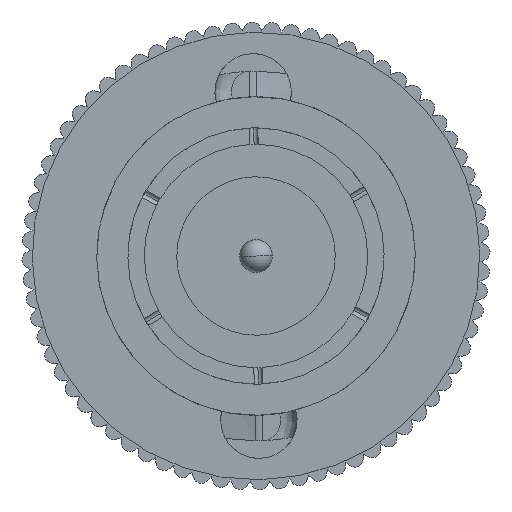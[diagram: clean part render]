
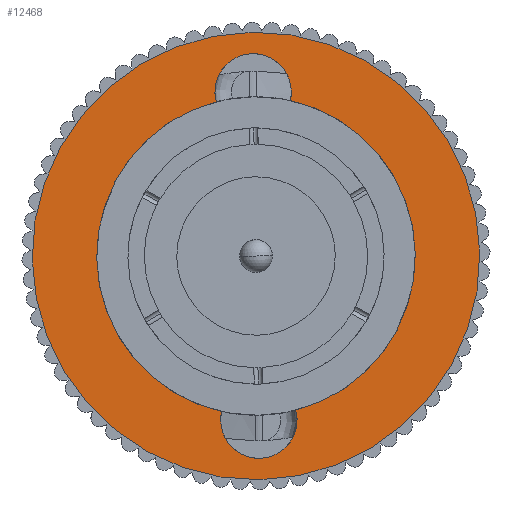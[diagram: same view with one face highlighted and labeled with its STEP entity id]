
A CAD part, front view. The second image highlights one B-rep face of the part: STEP entity #12468.
In plain terms, the highlighted face is planar.
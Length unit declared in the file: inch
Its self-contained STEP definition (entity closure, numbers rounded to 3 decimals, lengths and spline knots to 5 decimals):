
#6812 = DIRECTION ( 'NONE',  ( 1., 0., 0. ) ) ;
#6813 = DIRECTION ( 'NONE',  ( 0., 0., 1. ) ) ;
#6814 = CARTESIAN_POINT ( 'NONE',  ( 0., 0., 0. ) ) ;
#6815 = AXIS2_PLACEMENT_3D ( 'NONE', #6814, #6813, #6812 ) ;
#6816 = CIRCLE ( 'NONE', #6815, 0.194 ) ;
#6817 = CARTESIAN_POINT ( 'NONE',  ( 0.0451, -0.18868, 0. ) ) ;
#6923 = CARTESIAN_POINT ( 'NONE',  ( 0.194, 0., 0. ) ) ;
#6957 = CARTESIAN_POINT ( 'NONE',  ( 0., 0., 0. ) ) ;
#6959 = CARTESIAN_POINT ( 'NONE',  ( -0.0465, 0.2, 0. ) ) ;
#7074 = CARTESIAN_POINT ( 'NONE',  ( 0.0451, 0.18868, 0. ) ) ;
#7075 = DIRECTION ( 'NONE',  ( 1., 0., 0. ) ) ;
#7076 = DIRECTION ( 'NONE',  ( 0., 0., 1. ) ) ;
#7077 = AXIS2_PLACEMENT_3D ( 'NONE', #6957, #7076, #7075 ) ;
#7078 = CIRCLE ( 'NONE', #7077, 0.194 ) ;
#7614 = CARTESIAN_POINT ( 'NONE',  ( -0.0451, 0.18868, 0. ) ) ;
#7615 = DIRECTION ( 'NONE',  ( -1., 0., 0. ) ) ;
#7616 = DIRECTION ( 'NONE',  ( 0., 0., 1. ) ) ;
#7617 = CARTESIAN_POINT ( 'NONE',  ( 0., 0.2, 0. ) ) ;
#7618 = AXIS2_PLACEMENT_3D ( 'NONE', #7617, #7616, #7615 ) ;
#7619 = CIRCLE ( 'NONE', #7618, 0.0465 ) ;
#7642 = DIRECTION ( 'NONE',  ( 1., 0., 0. ) ) ;
#7643 = DIRECTION ( 'NONE',  ( 0., 0., 1. ) ) ;
#7644 = CARTESIAN_POINT ( 'NONE',  ( 0., 0., 0. ) ) ;
#7645 = AXIS2_PLACEMENT_3D ( 'NONE', #7644, #7643, #7642 ) ;
#7646 = CIRCLE ( 'NONE', #7645, 0.194 ) ;
#7699 = DIRECTION ( 'NONE',  ( -1., 0., 0. ) ) ;
#7700 = DIRECTION ( 'NONE',  ( 0., 0., 1. ) ) ;
#7701 = CARTESIAN_POINT ( 'NONE',  ( 0., 0.2, 0. ) ) ;
#7702 = AXIS2_PLACEMENT_3D ( 'NONE', #7701, #7700, #7699 ) ;
#7703 = CIRCLE ( 'NONE', #7702, 0.0465 ) ;
#7704 = CARTESIAN_POINT ( 'NONE',  ( 0.0465, 0.2, 0. ) ) ;
#7933 = CARTESIAN_POINT ( 'NONE',  ( -0.0465, -0.2, 0. ) ) ;
#8101 = CARTESIAN_POINT ( 'NONE',  ( -0.0451, -0.18868, 0. ) ) ;
#8115 = DIRECTION ( 'NONE',  ( 1., 0., 0. ) ) ;
#8116 = DIRECTION ( 'NONE',  ( 0., 0., 1. ) ) ;
#8117 = CARTESIAN_POINT ( 'NONE',  ( 0., -0.2, 0. ) ) ;
#8118 = AXIS2_PLACEMENT_3D ( 'NONE', #8117, #8116, #8115 ) ;
#8119 = CIRCLE ( 'NONE', #8118, 0.0465 ) ;
#8138 = CARTESIAN_POINT ( 'NONE',  ( -0.194, 0., 0. ) ) ;
#8139 = CARTESIAN_POINT ( 'NONE',  ( 0.0465, -0.2, 0. ) ) ;
#8140 = DIRECTION ( 'NONE',  ( 1., 0., 0. ) ) ;
#8141 = DIRECTION ( 'NONE',  ( 0., 0., 1. ) ) ;
#8142 = CARTESIAN_POINT ( 'NONE',  ( 0., -0.2, 0. ) ) ;
#8143 = AXIS2_PLACEMENT_3D ( 'NONE', #8142, #8141, #8140 ) ;
#8144 = CIRCLE ( 'NONE', #8143, 0.0465 ) ;
#8852 = CARTESIAN_POINT ( 'NONE',  ( 0.2725, 0., 0. ) ) ;
#8853 = DIRECTION ( 'NONE',  ( 1., 0., 0. ) ) ;
#8854 = DIRECTION ( 'NONE',  ( 0., 0., 1. ) ) ;
#8855 = CARTESIAN_POINT ( 'NONE',  ( 0., 0., 0. ) ) ;
#8856 = AXIS2_PLACEMENT_3D ( 'NONE', #8855, #8854, #8853 ) ;
#8857 = CIRCLE ( 'NONE', #8856, 0.2725 ) ;
#8858 = CARTESIAN_POINT ( 'NONE',  ( -0.2725, 0., 0. ) ) ;
#9000 = DIRECTION ( 'NONE',  ( 1., 0., 0. ) ) ;
#9001 = DIRECTION ( 'NONE',  ( 0., 0., 1. ) ) ;
#9002 = CARTESIAN_POINT ( 'NONE',  ( 0., 0., 0. ) ) ;
#9003 = AXIS2_PLACEMENT_3D ( 'NONE', #9002, #9001, #9000 ) ;
#9004 = CIRCLE ( 'NONE', #9003, 0.2725 ) ;
#9280 = DIRECTION ( 'NONE',  ( 1., 0., 0. ) ) ;
#9281 = DIRECTION ( 'NONE',  ( 0., 0., 1. ) ) ;
#9282 = CARTESIAN_POINT ( 'NONE',  ( 0., -0.2, 0. ) ) ;
#9283 = AXIS2_PLACEMENT_3D ( 'NONE', #9282, #9281, #9280 ) ;
#9284 = CIRCLE ( 'NONE', #9283, 0.0465 ) ;
#9286 = DIRECTION ( 'NONE',  ( -1., 0., 0. ) ) ;
#9287 = DIRECTION ( 'NONE',  ( 0., 0., 1. ) ) ;
#9288 = CARTESIAN_POINT ( 'NONE',  ( 0., 0.2, 0. ) ) ;
#9289 = AXIS2_PLACEMENT_3D ( 'NONE', #9288, #9287, #9286 ) ;
#9290 = CIRCLE ( 'NONE', #9289, 0.0465 ) ;
#9291 = DIRECTION ( 'NONE',  ( 1., 0., 0. ) ) ;
#9292 = DIRECTION ( 'NONE',  ( 0., 0., 1. ) ) ;
#9293 = CARTESIAN_POINT ( 'NONE',  ( 0., 0., 0. ) ) ;
#9294 = AXIS2_PLACEMENT_3D ( 'NONE', #9293, #9292, #9291 ) ;
#9295 = CIRCLE ( 'NONE', #9294, 0.194 ) ;
#9296 = DIRECTION ( 'NONE',  ( 1., 0., 0. ) ) ;
#9297 = DIRECTION ( 'NONE',  ( 0., 0., 1. ) ) ;
#9298 = CARTESIAN_POINT ( 'NONE',  ( 0.2725, 0., 0. ) ) ;
#9299 = AXIS2_PLACEMENT_3D ( 'NONE', #9298, #9297, #9296 ) ;
#9300 = PLANE ( 'NONE',  #9299 ) ;
#9301 = FACE_OUTER_BOUND ( 'NONE', #12483, .T. ) ;
#9302 = FACE_BOUND ( 'NONE', #12469, .T. ) ;
#11264 = VERTEX_POINT ( 'NONE', #6817 ) ;
#11266 = EDGE_CURVE ( 'NONE', #11264, #11267, #6816, .T. ) ;
#11267 = VERTEX_POINT ( 'NONE', #6923 ) ;
#11403 = VERTEX_POINT ( 'NONE', #6959 ) ;
#11408 = EDGE_CURVE ( 'NONE', #11267, #11409, #7078, .T. ) ;
#11409 = VERTEX_POINT ( 'NONE', #7074 ) ;
#11593 = EDGE_CURVE ( 'NONE', #11403, #11594, #7619, .T. ) ;
#11594 = VERTEX_POINT ( 'NONE', #7614 ) ;
#11606 = EDGE_CURVE ( 'NONE', #11783, #11805, #7646, .T. ) ;
#11768 = VERTEX_POINT ( 'NONE', #7704 ) ;
#11770 = EDGE_CURVE ( 'NONE', #11768, #11403, #7703, .T. ) ;
#11778 = VERTEX_POINT ( 'NONE', #7933 ) ;
#11781 = EDGE_CURVE ( 'NONE', #11778, #11782, #8144, .T. ) ;
#11782 = VERTEX_POINT ( 'NONE', #8139 ) ;
#11783 = VERTEX_POINT ( 'NONE', #8138 ) ;
#11795 = EDGE_CURVE ( 'NONE', #11782, #11264, #8119, .T. ) ;
#11805 = VERTEX_POINT ( 'NONE', #8101 ) ;
#12175 = VERTEX_POINT ( 'NONE', #8858 ) ;
#12177 = EDGE_CURVE ( 'NONE', #12178, #12175, #8857, .T. ) ;
#12178 = VERTEX_POINT ( 'NONE', #8852 ) ;
#12258 = ORIENTED_EDGE ( 'NONE', *, *, #12177, .T. ) ;
#12259 = ORIENTED_EDGE ( 'NONE', *, *, #12260, .T. ) ;
#12260 = EDGE_CURVE ( 'NONE', #12175, #12178, #9004, .T. ) ;
#12468 = ADVANCED_FACE ( 'NONE', ( #9302, #9301 ), #9300, .T. ) ;
#12469 = EDGE_LOOP ( 'NONE', ( #12470, #12472, #12473, #12474, #12476, #12477, #12478, #12479, #12480, #12482 ) ) ;
#12470 = ORIENTED_EDGE ( 'NONE', *, *, #12471, .F. ) ;
#12471 = EDGE_CURVE ( 'NONE', #11594, #11783, #9295, .T. ) ;
#12472 = ORIENTED_EDGE ( 'NONE', *, *, #11593, .F. ) ;
#12473 = ORIENTED_EDGE ( 'NONE', *, *, #11770, .F. ) ;
#12474 = ORIENTED_EDGE ( 'NONE', *, *, #12475, .F. ) ;
#12475 = EDGE_CURVE ( 'NONE', #11409, #11768, #9290, .T. ) ;
#12476 = ORIENTED_EDGE ( 'NONE', *, *, #11408, .F. ) ;
#12477 = ORIENTED_EDGE ( 'NONE', *, *, #11266, .F. ) ;
#12478 = ORIENTED_EDGE ( 'NONE', *, *, #11795, .F. ) ;
#12479 = ORIENTED_EDGE ( 'NONE', *, *, #11781, .F. ) ;
#12480 = ORIENTED_EDGE ( 'NONE', *, *, #12481, .F. ) ;
#12481 = EDGE_CURVE ( 'NONE', #11805, #11778, #9284, .T. ) ;
#12482 = ORIENTED_EDGE ( 'NONE', *, *, #11606, .F. ) ;
#12483 = EDGE_LOOP ( 'NONE', ( #12258, #12259 ) ) ;
